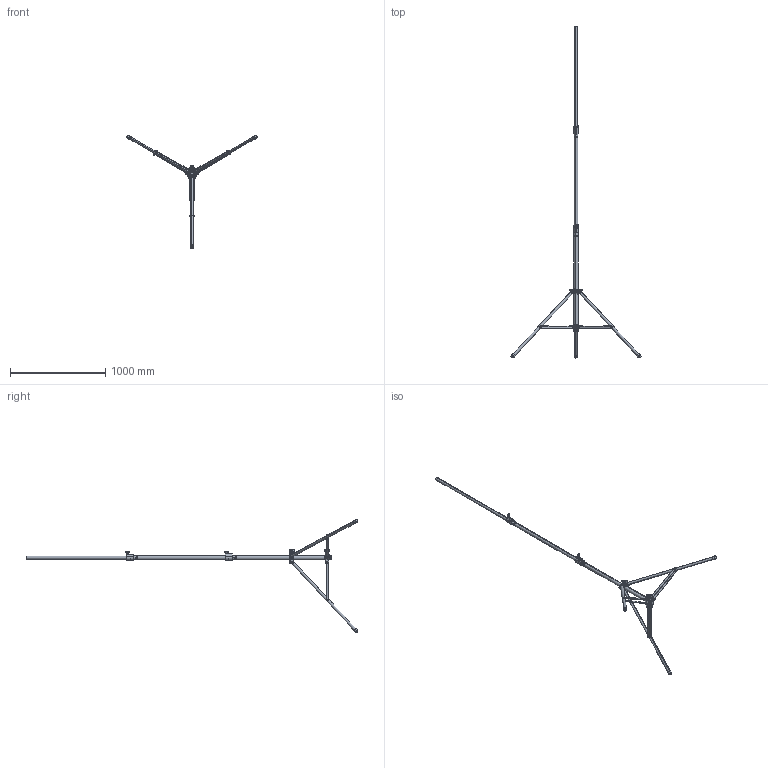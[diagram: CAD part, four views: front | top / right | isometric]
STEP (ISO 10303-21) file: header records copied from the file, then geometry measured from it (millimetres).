
FILE_DESCRIPTION (( 'STEP AP203' ), '1' );
FILE_NAME ('T52001.STEP', '2018-08-01T09:07:57', ( '' ), ( '' ), 'SwSTEP 2.0', 'SolidWorks 2016', '' );
FILE_SCHEMA (( 'CONFIG_CONTROL_DESIGN' ));
Length unit declared in the file: millimetre
Products named in the file (42): Doughty Knob_S0142; TH097; TH1450_TH2510; S0104; TH1463_TH2454; TH1464_TH2453; TH079_TH2551; F629; TH1468_TH2552; TH1538_TH2477; S0200; socket set screw flat point_doughty fastners - stainless_BS 4168-2 - M8 x 8-S; TH085; Hex Bolt GradeC_Doughty Fastners - Black_ISO 4016 - M8 x 55 x 22-WS; Spring Pin Slotted_HD_Doughty Fastners_Spring Pin ISO 8752 - 6 x 40St; Doughty Knob_S0140; TH1448; Binx Nut_M6 BLK; S0105; Spring Pin Slotted_HD_Doughty Fastners_Spring Pin ISO 8752 - 6 x 32St; TH2028_TH2028; S0201; TH1446; TH1447; Hex Bolt_ISO 4016 - M6 x 50 x 50-WS; TH3549; TH1465_TH2452; G2000 LABEL_T52001 LABEL; F1012_M6x30; S0106; B Washer_Bright washer BS 4320 - M6 (Form B); T52001; B Washer_Bright washer BS 4320 - M8 (Form B); TH1534_TH2557; TH1467_TH1467; TH096; TH1483; Spring Pin Slotted_HD_Doughty Fastners_Spring Pin ISO 8752 - 6 x 50St; Binx Nut_M8 BLK; TH1537_TH2476 ...
Assembly tree (91 placements, depth 4):
  T52001
    TH1465_TH2452
      TH1448
      Spring Pin Slotted_HD_Doughty Fastners_Spring Pin ISO 8752 - 6 x 50St
    TH1537_TH2476
      TH097
      F629
    TH1538_TH2477
      TH096
      F629
    TH1534_TH2557
      TH079_TH2551
        TH2029_TH2029
      F629
    TH1463_TH2454
      TH1446
      Spring Pin Slotted_HD_Doughty Fastners_Spring Pin ISO 8752 - 6 x 32St
    S0200
    TH1449_TH2511  x3
    S0104
    S0105
    TH1483  x2
    F1012_M6x30  x6
    TH085  x2
    Doughty Knob_S0142  x2
    Doughty Knob_S0140  x2
    TH3549  x3
    TH1464_TH2453
      TH1447
      Spring Pin Slotted_HD_Doughty Fastners_Spring Pin ISO 8752 - 6 x 40St
    TH1468_TH2552
      TH1467_TH1467
        TH2028_TH2028
      F629
    S0201
    TH1450_TH2510  x6
    S0106
    G2000 LABEL_T52001 LABEL
    Hex Bolt GradeC_Doughty Fastners - Black_ISO 4016 - M8 x 55 x 22-WS  x2
    B Washer_Bright washer BS 4320 - M6 (Form B)  x12
    Hex Bolt_ISO 4016 - M6 x 50 x 50-WS  x3
    socket set screw flat point_doughty fastners - stainless_BS 4168-2 - M8 x 8-S  x2
    B Washer_Bright washer BS 4320 - M8 (Form B)  x6
    Binx Nut_M6 BLK  x9
    Binx Nut_M8 BLK  x2
Bounding box: 1368.2 x 3491.86 x 1189.58 mm (x, y, z)
Volume: 1989707.3 mm3; surface area: 1697373.7 mm2
Topology: 82 solids, 82 shells, 4120 faces, 10566 edges, 6679 vertices
Faces by surface type: cylinder 1406, cone 1315, plane 1022, torus 240, bspline 113, sphere 24
Entity records: 79370 total; most frequent: CARTESIAN_POINT 27056, DIRECTION 10137, ORIENTED_EDGE 9626, EDGE_CURVE 4813, AXIS2_PLACEMENT_3D 3920, VERTEX_POINT 3048, LINE 2297, VECTOR 2297
